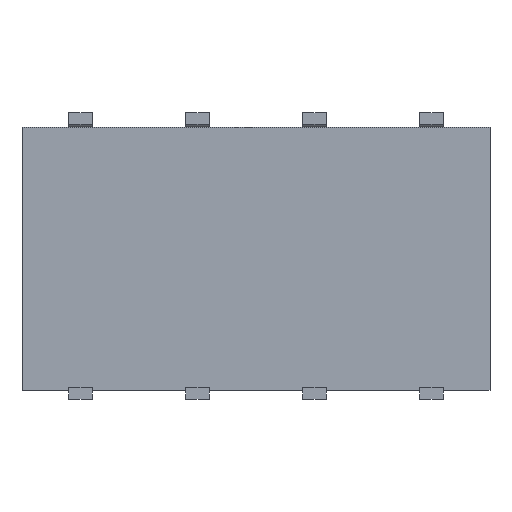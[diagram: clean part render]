
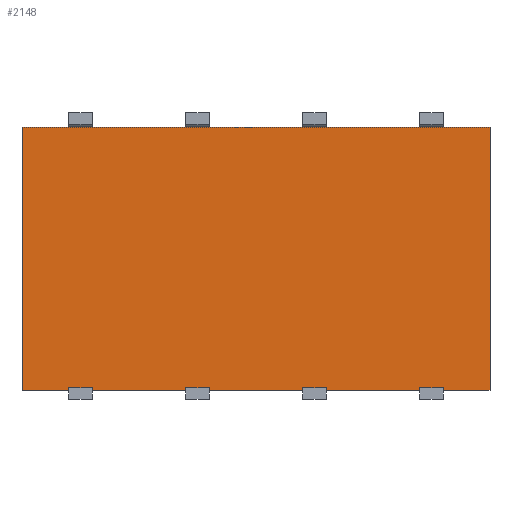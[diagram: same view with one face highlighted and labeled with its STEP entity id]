
A CAD part, front view. The second image highlights one B-rep face of the part: STEP entity #2148.
In plain terms, the highlighted planar face has unit normal (0, -1, 0).
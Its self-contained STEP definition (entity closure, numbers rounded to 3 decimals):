
#138=DIRECTION('',(0.,0.,-1.));
#139=VECTOR('',#138,4.5);
#140=CARTESIAN_POINT('',(-4.,-1.03,0.));
#141=LINE('',#140,#139);
#234=DIRECTION('',(1.,0.,0.));
#235=VECTOR('',#234,0.8);
#236=CARTESIAN_POINT('',(3.2,-1.03,-4.5));
#237=LINE('',#236,#235);
#238=DIRECTION('',(1.,0.,0.));
#239=VECTOR('',#238,0.8);
#240=CARTESIAN_POINT('',(-4.,-1.03,-4.5));
#241=LINE('',#240,#239);
#254=DIRECTION('',(1.,0.,0.));
#255=VECTOR('',#254,1.6);
#256=CARTESIAN_POINT('',(-2.8,-1.03,-4.5));
#257=LINE('',#256,#255);
#270=DIRECTION('',(1.,0.,0.));
#271=VECTOR('',#270,1.6);
#272=CARTESIAN_POINT('',(-0.8,-1.03,-4.5));
#273=LINE('',#272,#271);
#286=DIRECTION('',(1.,0.,0.));
#287=VECTOR('',#286,1.6);
#288=CARTESIAN_POINT('',(1.2,-1.03,-4.5));
#289=LINE('',#288,#287);
#363=DIRECTION('',(0.,0.,-1.));
#364=VECTOR('',#363,0.045);
#365=CARTESIAN_POINT('',(2.8,-1.03,-4.455));
#366=LINE('',#365,#364);
#367=DIRECTION('',(0.,0.,-1.));
#368=VECTOR('',#367,0.045);
#369=CARTESIAN_POINT('',(1.2,-1.03,-4.455));
#370=LINE('',#369,#368);
#371=DIRECTION('',(1.,0.,0.));
#372=VECTOR('',#371,0.4);
#373=CARTESIAN_POINT('',(0.8,-1.03,-4.455));
#374=LINE('',#373,#372);
#375=DIRECTION('',(0.,0.,-1.));
#376=VECTOR('',#375,0.045);
#377=CARTESIAN_POINT('',(0.8,-1.03,-4.455));
#378=LINE('',#377,#376);
#379=DIRECTION('',(0.,0.,-1.));
#380=VECTOR('',#379,0.045);
#381=CARTESIAN_POINT('',(-0.8,-1.03,-4.455));
#382=LINE('',#381,#380);
#383=DIRECTION('',(1.,0.,0.));
#384=VECTOR('',#383,0.4);
#385=CARTESIAN_POINT('',(-1.2,-1.03,-4.455));
#386=LINE('',#385,#384);
#387=DIRECTION('',(0.,0.,-1.));
#388=VECTOR('',#387,0.045);
#389=CARTESIAN_POINT('',(-1.2,-1.03,-4.455));
#390=LINE('',#389,#388);
#391=DIRECTION('',(0.,0.,1.));
#392=VECTOR('',#391,0.045);
#393=CARTESIAN_POINT('',(-2.8,-1.03,-4.5));
#394=LINE('',#393,#392);
#395=DIRECTION('',(1.,0.,0.));
#396=VECTOR('',#395,0.4);
#397=CARTESIAN_POINT('',(-3.2,-1.03,-4.455));
#398=LINE('',#397,#396);
#399=DIRECTION('',(0.,0.,1.));
#400=VECTOR('',#399,0.045);
#401=CARTESIAN_POINT('',(-3.2,-1.03,-4.5));
#402=LINE('',#401,#400);
#403=DIRECTION('',(1.,0.,0.));
#404=VECTOR('',#403,8.);
#405=CARTESIAN_POINT('',(-4.,-1.03,0.));
#406=LINE('',#405,#404);
#407=DIRECTION('',(0.,0.,-1.));
#408=VECTOR('',#407,0.045);
#409=CARTESIAN_POINT('',(3.2,-1.03,-4.455));
#410=LINE('',#409,#408);
#411=DIRECTION('',(1.,0.,0.));
#412=VECTOR('',#411,0.4);
#413=CARTESIAN_POINT('',(2.8,-1.03,-4.455));
#414=LINE('',#413,#412);
#1249=DIRECTION('',(0.,0.,-1.));
#1250=VECTOR('',#1249,4.5);
#1251=CARTESIAN_POINT('',(4.,-1.03,0.));
#1252=LINE('',#1251,#1250);
#1455=CARTESIAN_POINT('',(-4.,-1.03,0.));
#1457=VERTEX_POINT('',#1455);
#1458=CARTESIAN_POINT('',(-4.,-1.03,-4.5));
#1459=VERTEX_POINT('',#1458);
#1463=CARTESIAN_POINT('',(4.,-1.03,0.));
#1465=VERTEX_POINT('',#1463);
#1466=CARTESIAN_POINT('',(4.,-1.03,-4.5));
#1467=VERTEX_POINT('',#1466);
#1495=CARTESIAN_POINT('',(-3.2,-1.03,-4.5));
#1497=VERTEX_POINT('',#1495);
#1499=CARTESIAN_POINT('',(-2.8,-1.03,-4.5));
#1501=VERTEX_POINT('',#1499);
#1502=CARTESIAN_POINT('',(-3.2,-1.03,-4.455));
#1503=VERTEX_POINT('',#1502);
#1504=CARTESIAN_POINT('',(-2.8,-1.03,-4.455));
#1505=VERTEX_POINT('',#1504);
#1694=CARTESIAN_POINT('',(-1.2,-1.03,-4.455));
#1695=VERTEX_POINT('',#1694);
#1700=CARTESIAN_POINT('',(-0.8,-1.03,-4.455));
#1701=VERTEX_POINT('',#1700);
#1758=CARTESIAN_POINT('',(0.8,-1.03,-4.455));
#1759=VERTEX_POINT('',#1758);
#1764=CARTESIAN_POINT('',(1.2,-1.03,-4.455));
#1765=VERTEX_POINT('',#1764);
#1822=CARTESIAN_POINT('',(2.8,-1.03,-4.455));
#1823=VERTEX_POINT('',#1822);
#1828=CARTESIAN_POINT('',(3.2,-1.03,-4.455));
#1829=VERTEX_POINT('',#1828);
#1834=CARTESIAN_POINT('',(-1.2,-1.03,-4.5));
#1835=VERTEX_POINT('',#1834);
#1836=CARTESIAN_POINT('',(-0.8,-1.03,-4.5));
#1837=VERTEX_POINT('',#1836);
#1846=CARTESIAN_POINT('',(0.8,-1.03,-4.5));
#1847=VERTEX_POINT('',#1846);
#1848=CARTESIAN_POINT('',(1.2,-1.03,-4.5));
#1849=VERTEX_POINT('',#1848);
#1858=CARTESIAN_POINT('',(2.8,-1.03,-4.5));
#1859=VERTEX_POINT('',#1858);
#1860=CARTESIAN_POINT('',(3.2,-1.03,-4.5));
#1861=VERTEX_POINT('',#1860);
#2110=CARTESIAN_POINT('',(-4.,-1.03,0.));
#2111=DIRECTION('',(0.,-1.,0.));
#2112=DIRECTION('',(0.,0.,-1.));
#2113=AXIS2_PLACEMENT_3D('',#2110,#2111,#2112);
#2114=PLANE('',#2113);
#2115=ORIENTED_EDGE('',*,*,#2009,.T.);
#2116=ORIENTED_EDGE('',*,*,#1996,.F.);
#2118=ORIENTED_EDGE('',*,*,#2117,.F.);
#2120=ORIENTED_EDGE('',*,*,#2119,.F.);
#2122=ORIENTED_EDGE('',*,*,#2121,.T.);
#2123=ORIENTED_EDGE('',*,*,#1988,.F.);
#2125=ORIENTED_EDGE('',*,*,#2124,.F.);
#2127=ORIENTED_EDGE('',*,*,#2126,.F.);
#2129=ORIENTED_EDGE('',*,*,#2128,.T.);
#2130=ORIENTED_EDGE('',*,*,#1980,.F.);
#2132=ORIENTED_EDGE('',*,*,#2131,.T.);
#2134=ORIENTED_EDGE('',*,*,#2133,.F.);
#2136=ORIENTED_EDGE('',*,*,#2135,.F.);
#2137=ORIENTED_EDGE('',*,*,#1972,.F.);
#2138=ORIENTED_EDGE('',*,*,#1877,.F.);
#2139=ORIENTED_EDGE('',*,*,#1896,.T.);
#2141=ORIENTED_EDGE('',*,*,#2140,.T.);
#2142=ORIENTED_EDGE('',*,*,#1966,.F.);
#2144=ORIENTED_EDGE('',*,*,#2143,.F.);
#2145=ORIENTED_EDGE('',*,*,#2102,.F.);
#2146=EDGE_LOOP('',(#2115,#2116,#2118,#2120,#2122,#2123,#2125,#2127,#2129,#2130,
#2132,#2134,#2136,#2137,#2138,#2139,#2141,#2142,#2144,#2145));
#2147=FACE_OUTER_BOUND('',#2146,.F.);
#1877=EDGE_CURVE('',#1457,#1459,#141,.T.);
#1896=EDGE_CURVE('',#1457,#1465,#406,.T.);
#1966=EDGE_CURVE('',#1861,#1467,#237,.T.);
#1972=EDGE_CURVE('',#1459,#1497,#241,.T.);
#1980=EDGE_CURVE('',#1501,#1835,#257,.T.);
#1988=EDGE_CURVE('',#1837,#1847,#273,.T.);
#1996=EDGE_CURVE('',#1849,#1859,#289,.T.);
#2009=EDGE_CURVE('',#1823,#1859,#366,.T.);
#2102=EDGE_CURVE('',#1823,#1829,#414,.T.);
#2117=EDGE_CURVE('',#1765,#1849,#370,.T.);
#2119=EDGE_CURVE('',#1759,#1765,#374,.T.);
#2121=EDGE_CURVE('',#1759,#1847,#378,.T.);
#2124=EDGE_CURVE('',#1701,#1837,#382,.T.);
#2126=EDGE_CURVE('',#1695,#1701,#386,.T.);
#2128=EDGE_CURVE('',#1695,#1835,#390,.T.);
#2131=EDGE_CURVE('',#1501,#1505,#394,.T.);
#2133=EDGE_CURVE('',#1503,#1505,#398,.T.);
#2135=EDGE_CURVE('',#1497,#1503,#402,.T.);
#2140=EDGE_CURVE('',#1465,#1467,#1252,.T.);
#2143=EDGE_CURVE('',#1829,#1861,#410,.T.);
#2148=ADVANCED_FACE('',(#2147),#2114,.T.);
